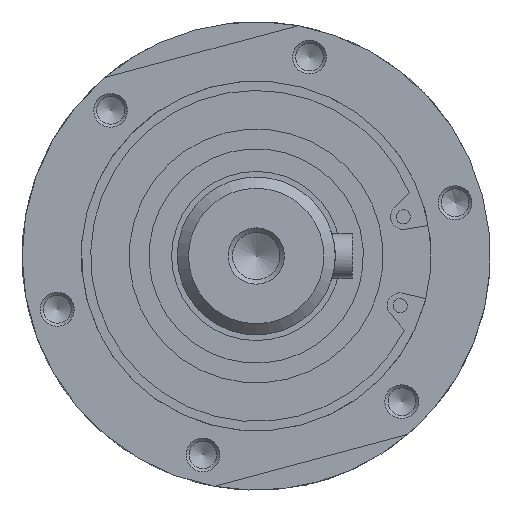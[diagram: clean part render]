
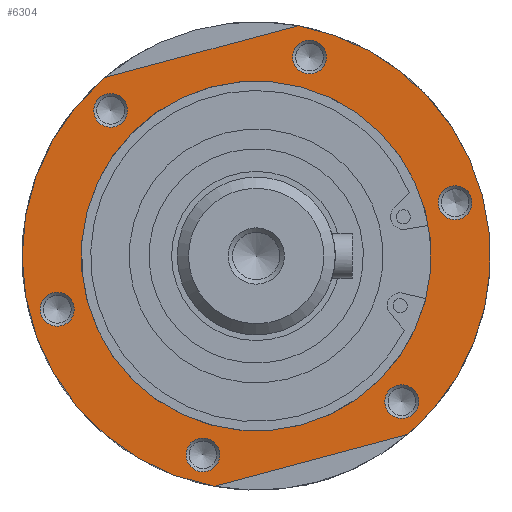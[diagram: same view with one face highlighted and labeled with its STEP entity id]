
A CAD part, left-side view. The second image highlights one B-rep face of the part: STEP entity #6304.
In plain terms, the highlighted planar face has unit normal (-1, 0, 0).
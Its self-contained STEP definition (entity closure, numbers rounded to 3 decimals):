
#5577=CARTESIAN_POINT('',(-225.,-29.944,8.023));
#5578=VERTEX_POINT('',#5577);
#5579=CARTESIAN_POINT('',(-225.,0.,0.));
#5580=DIRECTION('',(1.,0.,0.));
#5581=DIRECTION('',(0.,-0.966,0.259));
#5582=AXIS2_PLACEMENT_3D('',#5579,#5580,#5581);
#5583=CIRCLE('',#5582,31.);
#5584=EDGE_CURVE('',#5578,#5578,#5583,.T.);
#5937=CARTESIAN_POINT('',(-225.,-12.345,34.48));
#5938=VERTEX_POINT('',#5937);
#5939=CARTESIAN_POINT('',(-225.,-9.447,35.256));
#5940=DIRECTION('',(-1.,0.,0.));
#5941=DIRECTION('',(0.,0.966,0.259));
#5942=AXIS2_PLACEMENT_3D('',#5939,#5940,#5941);
#5943=CIRCLE('',#5942,3.);
#5944=EDGE_CURVE('',#5938,#5938,#5943,.T.);
#5998=CARTESIAN_POINT('',(-225.,-36.033,6.549));
#5999=VERTEX_POINT('',#5998);
#6000=CARTESIAN_POINT('',(-225.,-35.256,9.447));
#6001=DIRECTION('',(-1.0,0.,0.));
#6002=DIRECTION('',(0.,0.259,0.966));
#6003=AXIS2_PLACEMENT_3D('',#6000,#6001,#6002);
#6004=CIRCLE('',#6003,3.0);
#6005=EDGE_CURVE('',#5999,#5999,#6004,.T.);
#6059=CARTESIAN_POINT('',(-225.,23.688,27.931));
#6060=VERTEX_POINT('',#6059);
#6061=CARTESIAN_POINT('',(-225.,25.809,25.809));
#6062=DIRECTION('',(-1.0,0.,0.));
#6063=DIRECTION('',(0.,0.707,-0.707));
#6064=AXIS2_PLACEMENT_3D('',#6061,#6062,#6063);
#6065=CIRCLE('',#6064,3.);
#6066=EDGE_CURVE('',#6060,#6060,#6065,.T.);
#6120=CARTESIAN_POINT('',(-225.,-23.688,-27.931));
#6121=VERTEX_POINT('',#6120);
#6122=CARTESIAN_POINT('',(-225.,-25.809,-25.809));
#6123=DIRECTION('',(-1.,0.,0.));
#6124=DIRECTION('',(0.,-0.707,0.707));
#6125=AXIS2_PLACEMENT_3D('',#6122,#6123,#6124);
#6126=CIRCLE('',#6125,3.);
#6127=EDGE_CURVE('',#6121,#6121,#6126,.T.);
#6181=CARTESIAN_POINT('',(-225.,36.033,-6.549));
#6182=VERTEX_POINT('',#6181);
#6183=CARTESIAN_POINT('',(-225.,35.256,-9.447));
#6184=DIRECTION('',(-1.0,0.,0.));
#6185=DIRECTION('',(0.,-0.259,-0.966));
#6186=AXIS2_PLACEMENT_3D('',#6183,#6184,#6185);
#6187=CIRCLE('',#6186,3.0);
#6188=EDGE_CURVE('',#6182,#6182,#6187,.T.);
#6234=CARTESIAN_POINT('',(-225.,-35.015,9.382));
#6235=DIRECTION('',(-1.0,0.0,0.0));
#6236=DIRECTION('',(0.0,-0.259,-0.966));
#6237=AXIS2_PLACEMENT_3D('',#6234,#6235,#6236);
#6238=PLANE('',#6237);
#6239=CARTESIAN_POINT('',(-225.,-7.465,40.823));
#6240=VERTEX_POINT('',#6239);
#6241=CARTESIAN_POINT('',(-225.,26.876,31.621));
#6242=VERTEX_POINT('',#6241);
#6243=CARTESIAN_POINT('',(-225.,-7.465,40.823));
#6244=DIRECTION('',(0.,0.966,-0.259));
#6245=VECTOR('',#6244,35.553);
#6246=LINE('',#6243,#6245);
#6247=EDGE_CURVE('',#6240,#6242,#6246,.T.);
#6248=ORIENTED_EDGE('',*,*,#6247,.T.);
#6249=CARTESIAN_POINT('',(-225.,7.465,-40.823));
#6250=VERTEX_POINT('',#6249);
#6251=CARTESIAN_POINT('',(-225.,0.,0.));
#6252=DIRECTION('',(1.,0.,0.));
#6253=DIRECTION('',(0.,-0.966,0.259));
#6254=AXIS2_PLACEMENT_3D('',#6251,#6252,#6253);
#6255=CIRCLE('',#6254,41.5);
#6256=EDGE_CURVE('',#6250,#6242,#6255,.T.);
#6257=ORIENTED_EDGE('',*,*,#6256,.F.);
#6258=CARTESIAN_POINT('',(-225.,-26.876,-31.621));
#6259=VERTEX_POINT('',#6258);
#6260=CARTESIAN_POINT('',(-225.,7.465,-40.823));
#6261=DIRECTION('',(0.,-0.966,0.259));
#6262=VECTOR('',#6261,35.553);
#6263=LINE('',#6260,#6262);
#6264=EDGE_CURVE('',#6250,#6259,#6263,.T.);
#6265=ORIENTED_EDGE('',*,*,#6264,.T.);
#6266=CARTESIAN_POINT('',(-225.,0.,0.));
#6267=DIRECTION('',(1.,0.,0.));
#6268=DIRECTION('',(0.,-0.966,0.259));
#6269=AXIS2_PLACEMENT_3D('',#6266,#6267,#6268);
#6270=CIRCLE('',#6269,41.5);
#6271=EDGE_CURVE('',#6240,#6259,#6270,.T.);
#6272=ORIENTED_EDGE('',*,*,#6271,.F.);
#6273=EDGE_LOOP('',(#6248,#6257,#6265,#6272));
#6274=FACE_OUTER_BOUND('',#6273,.T.);
#6275=ORIENTED_EDGE('',*,*,#6188,.F.);
#6276=EDGE_LOOP('',(#6275));
#6277=FACE_BOUND('',#6276,.T.);
#6278=ORIENTED_EDGE('',*,*,#6066,.F.);
#6279=EDGE_LOOP('',(#6278));
#6280=FACE_BOUND('',#6279,.T.);
#6281=ORIENTED_EDGE('',*,*,#5944,.F.);
#6282=EDGE_LOOP('',(#6281));
#6283=FACE_BOUND('',#6282,.T.);
#6284=ORIENTED_EDGE('',*,*,#5584,.T.);
#6285=EDGE_LOOP('',(#6284));
#6286=FACE_BOUND('',#6285,.T.);
#6287=ORIENTED_EDGE('',*,*,#6005,.F.);
#6288=EDGE_LOOP('',(#6287));
#6289=FACE_BOUND('',#6288,.T.);
#6290=ORIENTED_EDGE('',*,*,#6127,.F.);
#6291=EDGE_LOOP('',(#6290));
#6292=FACE_BOUND('',#6291,.T.);
#6293=CARTESIAN_POINT('',(-225.,12.345,-34.48));
#6294=VERTEX_POINT('',#6293);
#6295=CARTESIAN_POINT('',(-225.,9.447,-35.256));
#6296=DIRECTION('',(-1.,0.,0.));
#6297=DIRECTION('',(0.,-0.966,-0.259));
#6298=AXIS2_PLACEMENT_3D('',#6295,#6296,#6297);
#6299=CIRCLE('',#6298,3.);
#6300=EDGE_CURVE('',#6294,#6294,#6299,.T.);
#6301=ORIENTED_EDGE('',*,*,#6300,.F.);
#6302=EDGE_LOOP('',(#6301));
#6303=FACE_BOUND('',#6302,.T.);
#6304=ADVANCED_FACE('',(#6274,#6277,#6280,#6283,#6286,#6289,#6292,#6303),#6238,.T.);
